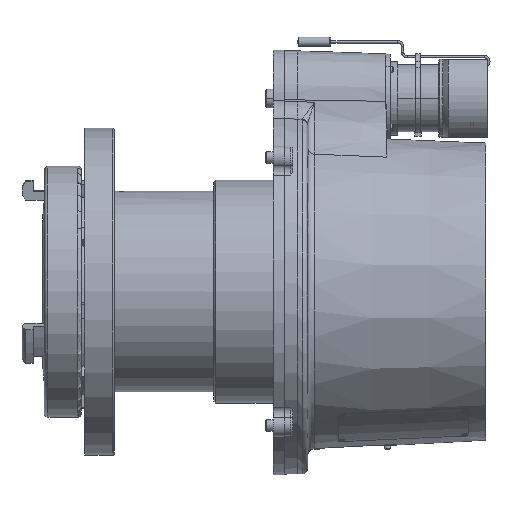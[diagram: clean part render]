
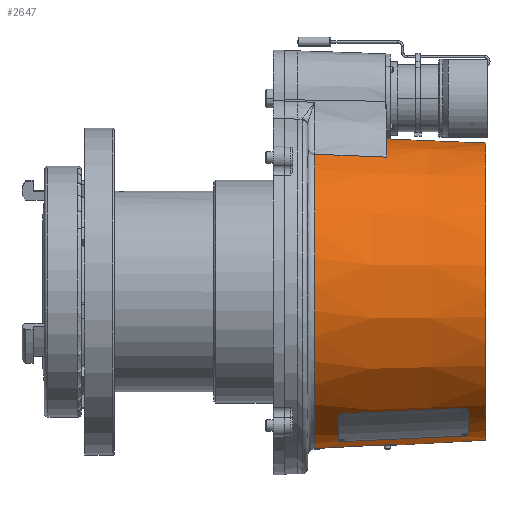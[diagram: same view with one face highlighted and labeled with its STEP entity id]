
A CAD part, top view. The second image highlights one B-rep face of the part: STEP entity #2647.
In plain terms, the highlighted conical face has half-angle 3 degrees and reference radius 130.835 mm.
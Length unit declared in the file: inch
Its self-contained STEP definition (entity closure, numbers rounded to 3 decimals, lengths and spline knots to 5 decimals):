
#817=CARTESIAN_POINT('',(11.437,0.,0.));
#818=DIRECTION('',(1.,0.,0.));
#819=DIRECTION('',(0.,1.,0.));
#820=AXIS2_PLACEMENT_3D('',#817,#818,#819);
#842=CARTESIAN_POINT('',(8.0925,0.,0.));
#843=DIRECTION('',(1.,0.,0.));
#844=DIRECTION('',(0.,0.992,0.124));
#845=AXIS2_PLACEMENT_3D('',#842,#843,#844);
#1010=CARTESIAN_POINT('',(11.06425,5.01328,0.24944));
#1011=CARTESIAN_POINT('',(10.9776,5.01679,0.27034));
#1012=CARTESIAN_POINT('',(10.79069,5.02436,0.31015));
#1013=CARTESIAN_POINT('',(10.47275,5.03729,0.3662));
#1014=CARTESIAN_POINT('',(10.10974,5.05209,0.42093));
#1015=CARTESIAN_POINT('',(9.69903,5.06891,0.475));
#1016=CARTESIAN_POINT('',(9.2329,5.08809,0.52933));
#1017=CARTESIAN_POINT('',(8.70542,5.1099,0.58428));
#1018=CARTESIAN_POINT('',(8.30455,5.12657,0.62183));
#1019=CARTESIAN_POINT('',(8.0925,5.13542,0.64068));
#1021=CARTESIAN_POINT('',(8.436,0.,0.));
#1022=DIRECTION('',(-1.,0.,0.));
#1023=DIRECTION('',(0.,-1.,0.));
#1024=AXIS2_PLACEMENT_3D('',#1021,#1022,#1023);
#1026=CARTESIAN_POINT('',(8.436,-5.14114,0.407));
#1027=CARTESIAN_POINT('',(8.436,-5.14034,0.41709));
#1028=CARTESIAN_POINT('',(8.43291,-5.13893,
0.43617));
#1029=CARTESIAN_POINT('',(8.41932,-5.13731,
0.46279));
#1030=CARTESIAN_POINT('',(8.39869,-5.13649,
0.48342));
#1031=CARTESIAN_POINT('',(8.37184,-5.1366,
0.49701));
#1032=CARTESIAN_POINT('',(8.35295,-5.1373,0.5));
#1033=CARTESIAN_POINT('',(8.343,-5.13783,0.5));
#1040=DIRECTION('',(-0.999,-0.052,0.));
#1041=VECTOR('',#1040,3.00512);
#1042=CARTESIAN_POINT('',(11.437,-4.99995,0.));
#1043=LINE('',#1042,#1041);
#1044=DIRECTION('',(0.999,-0.052,0.));
#1045=VECTOR('',#1044,0.37326);
#1046=CARTESIAN_POINT('',(11.06425,5.01948,0.));
#1047=LINE('',#1046,#1045);
#1129=CARTESIAN_POINT('',(8.0925,4.52136,2.51799));
#1131=CARTESIAN_POINT('',(5.67317,4.62078,2.59997));
#1132=CARTESIAN_POINT('',(6.0809,4.60395,2.58629));
#1133=CARTESIAN_POINT('',(6.89186,4.57056,2.55896));
#1134=CARTESIAN_POINT('',(7.69379,4.53767,2.53164));
#1135=CARTESIAN_POINT('',(8.0925,4.52136,2.51799));
#1361=CARTESIAN_POINT('',(5.67317,0.,0.));
#1362=DIRECTION('',(-1.,0.,0.));
#1363=DIRECTION('',(0.,-0.996,0.094));
#1364=AXIS2_PLACEMENT_3D('',#1361,#1362,#1363);
#1366=CARTESIAN_POINT('',(5.67317,0.,0.));
#1367=DIRECTION('',(-1.,0.,0.));
#1368=DIRECTION('',(0.,0.871,0.491));
#1369=AXIS2_PLACEMENT_3D('',#1366,#1367,#1368);
#1986=CARTESIAN_POINT('',(11.06425,0.,0.));
#1987=DIRECTION('',(1.,0.,0.));
#1988=DIRECTION('',(0.,1.,0.));
#1989=AXIS2_PLACEMENT_3D('',#1986,#1987,#1988);
#1996=CARTESIAN_POINT('',(8.343,-5.13783,0.5));
#1997=CARTESIAN_POINT('',(8.04785,-5.15337,0.5));
#1998=CARTESIAN_POINT('',(7.45656,-5.1845,0.5));
#1999=CARTESIAN_POINT('',(6.56661,-5.23135,0.5));
#2000=CARTESIAN_POINT('',(5.97132,-5.26269,0.5));
#2001=CARTESIAN_POINT('',(5.67317,-5.27839,0.5));
#2056=CARTESIAN_POINT('',(11.437,4.99995,0.));
#2057=CARTESIAN_POINT('',(11.437,-4.99995,0.));
#2058=VERTEX_POINT('',#2056);
#2059=VERTEX_POINT('',#2057);
#2064=VERTEX_POINT('',#1010);
#2065=VERTEX_POINT('',#1019);
#2071=VERTEX_POINT('',#1129);
#2072=CARTESIAN_POINT('',(11.06425,5.01948,0.));
#2073=VERTEX_POINT('',#2072);
#2074=CARTESIAN_POINT('',(5.67317,4.61913,2.6029));
#2075=CARTESIAN_POINT('',(5.67317,4.62078,2.59997));
#2076=VERTEX_POINT('',#2074);
#2077=VERTEX_POINT('',#2075);
#2266=VERTEX_POINT('',#1996);
#2267=VERTEX_POINT('',#2001);
#2268=CARTESIAN_POINT('',(8.436,-5.14114,0.407));
#2269=CARTESIAN_POINT('',(8.436,-5.15722,0.));
#2270=VERTEX_POINT('',#2268);
#2271=VERTEX_POINT('',#2269);
#2618=CARTESIAN_POINT('',(8.55508,0.,0.));
#2619=DIRECTION('',(-1.,0.,0.));
#2620=DIRECTION('',(0.,1.,0.));
#2621=AXIS2_PLACEMENT_3D('',#2618,#2619,#2620);
#2622=CONICAL_SURFACE('',#2621,5.15098,3.);
#2624=ORIENTED_EDGE('',*,*,#2623,.T.);
#2626=ORIENTED_EDGE('',*,*,#2625,.T.);
#2628=ORIENTED_EDGE('',*,*,#2627,.T.);
#2630=ORIENTED_EDGE('',*,*,#2629,.T.);
#2631=ORIENTED_EDGE('',*,*,#2365,.F.);
#2633=ORIENTED_EDGE('',*,*,#2632,.F.);
#2635=ORIENTED_EDGE('',*,*,#2634,.F.);
#2637=ORIENTED_EDGE('',*,*,#2636,.T.);
#2638=ORIENTED_EDGE('',*,*,#2331,.T.);
#2640=ORIENTED_EDGE('',*,*,#2639,.T.);
#2642=ORIENTED_EDGE('',*,*,#2641,.T.);
#2644=ORIENTED_EDGE('',*,*,#2643,.T.);
#2645=EDGE_LOOP('',(#2624,#2626,#2628,#2630,#2631,#2633,#2635,#2637,#2638,#2640,
#2642,#2644));
#2646=FACE_OUTER_BOUND('',#2645,.F.);
#821=CIRCLE('',#820,4.99995);
#846=CIRCLE('',#845,5.17523);
#1020=B_SPLINE_CURVE_WITH_KNOTS('',3,(#1010,#1011,#1012,#1013,#1014,#1015,#1016,
#1017,#1018,#1019),.UNSPECIFIED.,.F.,.F.,(4,1,1,1,1,1,1,4),(0.,
0.14286,0.28571,0.42857,0.57143,
0.71429,0.85714,1.),.UNSPECIFIED.);
#1025=CIRCLE('',#1024,5.15722);
#1034=B_SPLINE_CURVE_WITH_KNOTS('',3,(#1026,#1027,#1028,#1029,#1030,#1031,#1032,
#1033),.UNSPECIFIED.,.F.,.F.,(4,1,1,1,1,4),(0.,0.2,0.4,0.6,0.8,1.),
.UNSPECIFIED.);
#1136=B_SPLINE_CURVE_WITH_KNOTS('',3,(#1131,#1132,#1133,#1134,#1135),
.UNSPECIFIED.,.F.,.F.,(4,1,4),(0.,0.5,1.),.UNSPECIFIED.);
#1365=CIRCLE('',#1364,5.30202);
#1370=CIRCLE('',#1369,5.30202);
#1990=CIRCLE('',#1989,5.01948);
#2002=B_SPLINE_CURVE_WITH_KNOTS('',3,(#1996,#1997,#1998,#1999,#2000,#2001),
.UNSPECIFIED.,.F.,.F.,(4,1,1,4),(0.,0.33333,0.66667,1.),
.UNSPECIFIED.);
#2331=EDGE_CURVE('',#2058,#2059,#821,.T.);
#2365=EDGE_CURVE('',#2065,#2071,#846,.T.);
#2623=EDGE_CURVE('',#2266,#2267,#2002,.T.);
#2625=EDGE_CURVE('',#2267,#2076,#1365,.T.);
#2627=EDGE_CURVE('',#2076,#2077,#1370,.T.);
#2629=EDGE_CURVE('',#2077,#2071,#1136,.T.);
#2632=EDGE_CURVE('',#2064,#2065,#1020,.T.);
#2634=EDGE_CURVE('',#2073,#2064,#1990,.T.);
#2636=EDGE_CURVE('',#2073,#2058,#1047,.T.);
#2639=EDGE_CURVE('',#2059,#2271,#1043,.T.);
#2641=EDGE_CURVE('',#2271,#2270,#1025,.T.);
#2643=EDGE_CURVE('',#2270,#2266,#1034,.T.);
#2647=ADVANCED_FACE('',(#2646),#2622,.T.);
